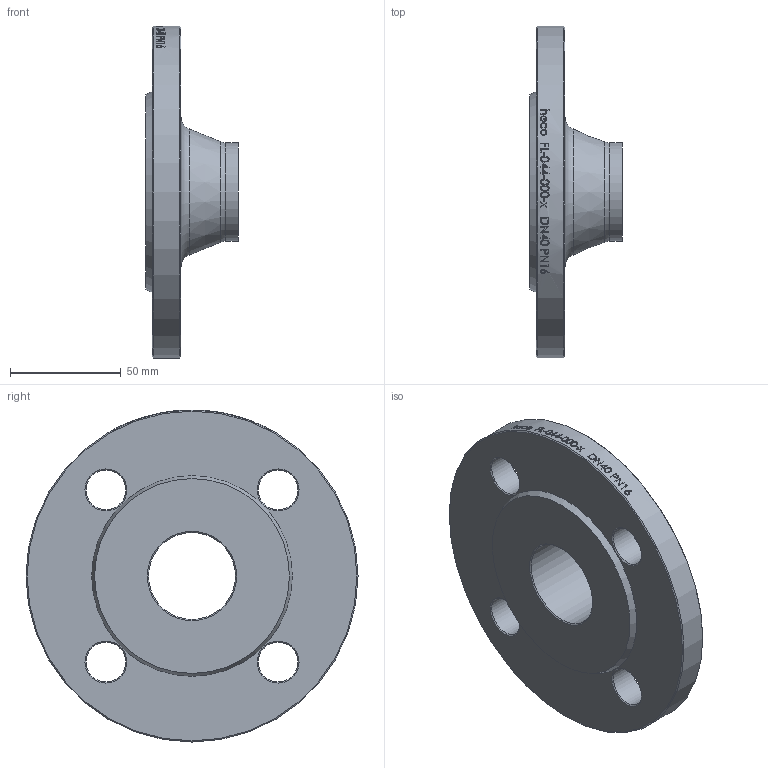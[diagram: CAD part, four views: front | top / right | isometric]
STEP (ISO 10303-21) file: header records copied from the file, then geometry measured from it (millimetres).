
FILE_DESCRIPTION (( 'STEP AP214' ), '1' );
FILE_NAME ('FL-044-000-x Vorschweissflansch DN40 PN16 din DIN2633 2009.STEP', '2020-09-09T08:52:03', ( '' ), ( '' ), 'SwSTEP 2.0', 'SolidWorks 2019', '' );
FILE_SCHEMA (( 'AUTOMOTIVE_DESIGN' ));
Length unit declared in the file: millimetre
Products named in the file (1): FL-044-000-x Vorschweissflansch DN40 PN16 din DIN2633 2009
Bounding box: 42 x 150 x 150 mm (x, y, z)
Volume: 236623.8 mm3; surface area: 48133.2 mm2
Topology: 1 solids, 1 shells, 63 faces, 295 edges, 273 vertices
Faces by surface type: cylinder 44, cone 13, plane 4, torus 2
Full cylindrical faces by diameter (mm): 18 x4, 39.3 x1, 44.5 x1, 150 x1
Entity records: 6715 total; most frequent: CARTESIAN_POINT 4124, ORIENTED_EDGE 534, DIRECTION 357, VERTEX_POINT 267, EDGE_CURVE 267, AXIS2_PLACEMENT_3D 154, EDGE_LOOP 134, B_SPLINE_CURVE_WITH_KNOTS 128
